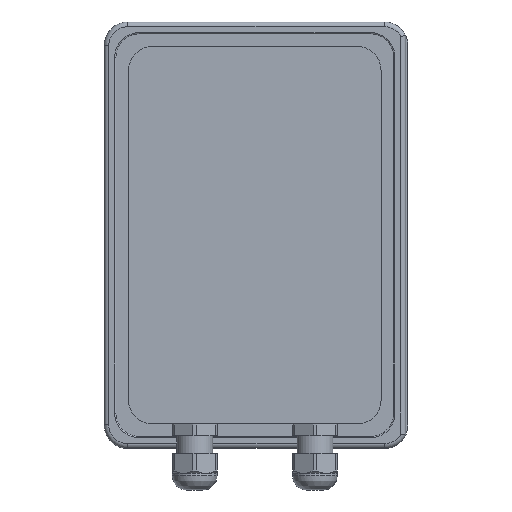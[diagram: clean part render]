
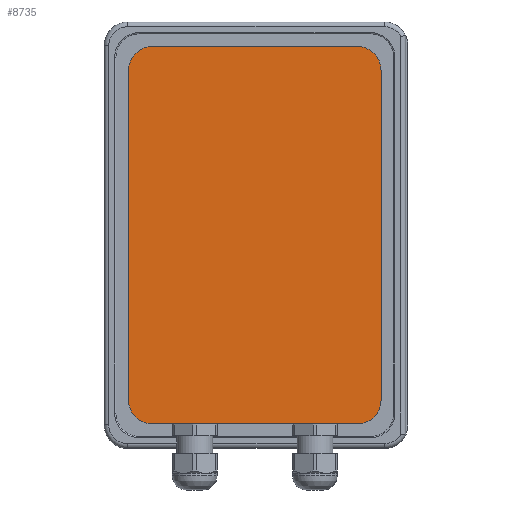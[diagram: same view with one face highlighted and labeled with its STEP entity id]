
A CAD part, front view. The second image highlights one B-rep face of the part: STEP entity #8735.
In plain terms, the highlighted planar face has unit normal (0, -1, 0).
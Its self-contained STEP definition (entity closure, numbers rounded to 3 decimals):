
#639=LINE('',#11619,#1455);
#642=LINE('',#11627,#1458);
#652=LINE('',#11667,#1468);
#654=LINE('',#11673,#1470);
#1455=VECTOR('',#9834,140.);
#1458=VECTOR('',#9843,87.);
#1468=VECTOR('',#9889,140.);
#1470=VECTOR('',#9897,87.);
#2251=PLANE('',#9280);
#2579=FACE_OUTER_BOUND('',#3094,.T.);
#3094=EDGE_LOOP('',(#6126,#6127,#6128,#6129,#6130,#6131,#6132,#6133));
#3632=CIRCLE('',#9254,10.);
#3633=CIRCLE('',#9257,10.);
#3642=CIRCLE('',#9275,10.);
#3643=CIRCLE('',#9278,10.);
#3800=VERTEX_POINT('',#11611);
#3801=VERTEX_POINT('',#11613);
#3802=VERTEX_POINT('',#11617);
#3803=VERTEX_POINT('',#11621);
#3804=VERTEX_POINT('',#11625);
#3815=VERTEX_POINT('',#11661);
#3816=VERTEX_POINT('',#11665);
#3817=VERTEX_POINT('',#11669);
#4698=EDGE_CURVE('',#3801,#3800,#3632,.T.);
#4701=EDGE_CURVE('',#3800,#3802,#639,.T.);
#4703=EDGE_CURVE('',#3802,#3803,#3633,.T.);
#4705=EDGE_CURVE('',#3803,#3804,#642,.T.);
#4722=EDGE_CURVE('',#3804,#3815,#3642,.T.);
#4724=EDGE_CURVE('',#3815,#3816,#652,.T.);
#4726=EDGE_CURVE('',#3816,#3817,#3643,.T.);
#4727=EDGE_CURVE('',#3817,#3801,#654,.T.);
#6126=ORIENTED_EDGE('',*,*,#4705,.T.);
#6127=ORIENTED_EDGE('',*,*,#4722,.T.);
#6128=ORIENTED_EDGE('',*,*,#4724,.T.);
#6129=ORIENTED_EDGE('',*,*,#4726,.T.);
#6130=ORIENTED_EDGE('',*,*,#4727,.T.);
#6131=ORIENTED_EDGE('',*,*,#4698,.T.);
#6132=ORIENTED_EDGE('',*,*,#4701,.T.);
#6133=ORIENTED_EDGE('',*,*,#4703,.T.);
#8735=ADVANCED_FACE('',(#2579),#2251,.T.);
#9254=AXIS2_PLACEMENT_3D('',#11614,#9828,#9829);
#9257=AXIS2_PLACEMENT_3D('',#11623,#9838,#9839);
#9275=AXIS2_PLACEMENT_3D('',#11663,#9884,#9885);
#9278=AXIS2_PLACEMENT_3D('',#11671,#9893,#9894);
#9280=AXIS2_PLACEMENT_3D('',#11674,#9898,#9899);
#9828=DIRECTION('center_axis',(0.,-1.,0.));
#9829=DIRECTION('ref_axis',(1.,0.,0.));
#9834=DIRECTION('',(0.,0.,-1.));
#9838=DIRECTION('center_axis',(0.,-1.,0.));
#9839=DIRECTION('ref_axis',(0.,0.,1.));
#9843=DIRECTION('',(1.,0.,0.));
#9884=DIRECTION('center_axis',(0.,-1.,0.));
#9885=DIRECTION('ref_axis',(-1.,0.,0.));
#9889=DIRECTION('',(0.,0.,1.));
#9893=DIRECTION('center_axis',(0.,-1.,0.));
#9894=DIRECTION('ref_axis',(0.,0.,-1.));
#9897=DIRECTION('',(-1.,0.,0.));
#9898=DIRECTION('center_axis',(0.,-1.,0.));
#9899=DIRECTION('ref_axis',(0.,0.,-1.));
#11611=CARTESIAN_POINT('',(-107.,0.,-10.));
#11613=CARTESIAN_POINT('',(-97.,0.,0.));
#11614=CARTESIAN_POINT('Origin',(-97.,0.,-10.));
#11617=CARTESIAN_POINT('',(-107.,0.,-150.));
#11619=CARTESIAN_POINT('',(-107.,0.,-10.));
#11621=CARTESIAN_POINT('',(-97.,0.,-160.));
#11623=CARTESIAN_POINT('Origin',(-97.,0.,-150.));
#11625=CARTESIAN_POINT('',(-10.,0.,-160.));
#11627=CARTESIAN_POINT('',(-97.,0.,-160.));
#11661=CARTESIAN_POINT('',(0.,0.,-150.));
#11663=CARTESIAN_POINT('Origin',(-10.,0.,-150.));
#11665=CARTESIAN_POINT('',(0.,0.,-10.));
#11667=CARTESIAN_POINT('',(0.,0.,-150.));
#11669=CARTESIAN_POINT('',(-10.,0.,0.));
#11671=CARTESIAN_POINT('Origin',(-10.,0.,-10.));
#11673=CARTESIAN_POINT('',(-10.,0.,0.));
#11674=CARTESIAN_POINT('Origin',(-53.5,0.,-80.));
